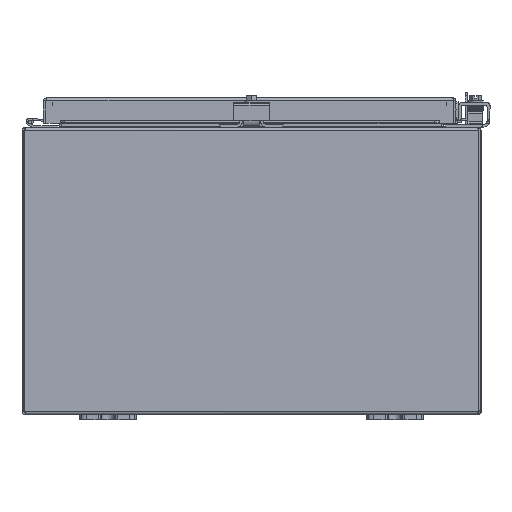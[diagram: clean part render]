
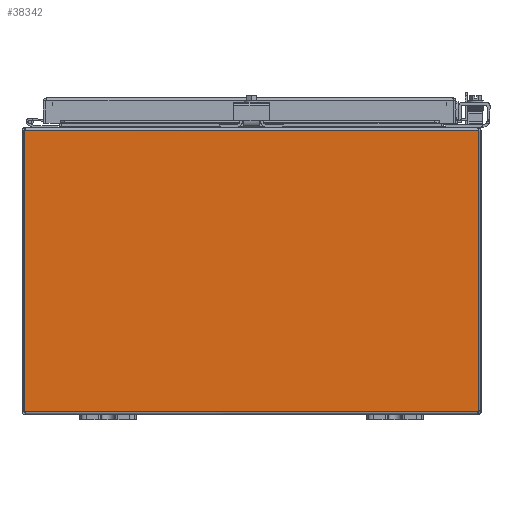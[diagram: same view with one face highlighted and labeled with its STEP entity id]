
A CAD part, front view. The second image highlights one B-rep face of the part: STEP entity #38342.
In plain terms, the highlighted planar face has unit normal (0, -1, 0).
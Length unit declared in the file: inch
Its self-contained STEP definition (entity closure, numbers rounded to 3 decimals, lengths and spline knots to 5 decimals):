
#1943 = VERTEX_POINT ( 'NONE', #12939 ) ;
#2242 = VECTOR ( 'NONE', #9891, 39.37008 ) ;
#2565 = ORIENTED_EDGE ( 'NONE', *, *, #20548, .T. ) ;
#3324 = LINE ( 'NONE', #20504, #2242 ) ;
#3407 = CARTESIAN_POINT ( 'NONE',  ( 7.93789, -10., 0.06211 ) ) ;
#3574 = ORIENTED_EDGE ( 'NONE', *, *, #38612, .F. ) ;
#5247 = EDGE_CURVE ( 'NONE', #17913, #17221, #30710, .T. ) ;
#5747 = CARTESIAN_POINT ( 'NONE',  ( 7.963, -10., 9.89475 ) ) ;
#5931 = EDGE_CURVE ( 'NONE', #43240, #17913, #17076, .T. ) ;
#6683 = ORIENTED_EDGE ( 'NONE', *, *, #5247, .T. ) ;
#6957 = DIRECTION ( 'NONE',  ( 1., 0., 0. ) ) ;
#6986 = EDGE_CURVE ( 'NONE', #31814, #1943, #36035, .T. ) ;
#7853 = CARTESIAN_POINT ( 'NONE',  ( -7.88277, -10., 0.10525 ) ) ;
#7955 = ORIENTED_EDGE ( 'NONE', *, *, #30014, .T. ) ;
#8685 = CARTESIAN_POINT ( 'NONE',  ( -7.963, -10., 0.12745 ) ) ;
#9260 = DIRECTION ( 'NONE',  ( -1., 0., 0. ) ) ;
#9891 = DIRECTION ( 'NONE',  ( 0., 0., -1. ) ) ;
#10068 = CARTESIAN_POINT ( 'NONE',  ( -7.91495, -10., 9.89475 ) ) ;
#10240 = DIRECTION ( 'NONE',  ( -1., 0., 0. ) ) ;
#10495 = CARTESIAN_POINT ( 'NONE',  ( -7.91495, -10., 9.89475 ) ) ;
#12939 = CARTESIAN_POINT ( 'NONE',  ( -7.963, -10., 9.89475 ) ) ;
#13681 = EDGE_CURVE ( 'NONE', #45702, #31814, #25001, .T. ) ;
#14256 = ORIENTED_EDGE ( 'NONE', *, *, #28786, .F. ) ;
#14598 = VECTOR ( 'NONE', #10240, 39.37008 ) ;
#15187 = VERTEX_POINT ( 'NONE', #21932 ) ;
#15328 = CARTESIAN_POINT ( 'NONE',  ( 7.88277, -10., 0.10525 ) ) ;
#15439 = VECTOR ( 'NONE', #19176, 39.37008 ) ;
#15440 = DIRECTION ( 'NONE',  ( 0., 1., 0. ) ) ;
#17010 = VECTOR ( 'NONE', #9260, 39.37008 ) ;
#17076 = CIRCLE ( 'NONE', #40157, 0.07 ) ;
#17221 = VERTEX_POINT ( 'NONE', #15328 ) ;
#17913 = VERTEX_POINT ( 'NONE', #26939 ) ;
#18546 = CARTESIAN_POINT ( 'NONE',  ( 7.91495, -10., 9.89475 ) ) ;
#19176 = DIRECTION ( 'NONE',  ( -1., 0., 0. ) ) ;
#20504 = CARTESIAN_POINT ( 'NONE',  ( 7.963, -10., 9.89475 ) ) ;
#20548 = EDGE_CURVE ( 'NONE', #15187, #45702, #45763, .T. ) ;
#21932 = CARTESIAN_POINT ( 'NONE',  ( 7.963, -10., 9.89475 ) ) ;
#22328 = ORIENTED_EDGE ( 'NONE', *, *, #13681, .T. ) ;
#24490 = DIRECTION ( 'NONE',  ( 0., 0., 1. ) ) ;
#25001 = LINE ( 'NONE', #18546, #15439 ) ;
#25145 = CIRCLE ( 'NONE', #44925, 0.07 ) ;
#25157 = EDGE_LOOP ( 'NONE', ( #2565, #22328, #32020, #14256, #35173, #6683, #7955, #3574 ) ) ;
#26939 = CARTESIAN_POINT ( 'NONE',  ( -7.88277, -10., 0.10525 ) ) ;
#28306 = DIRECTION ( 'NONE',  ( 0., 1., 0. ) ) ;
#28786 = EDGE_CURVE ( 'NONE', #43240, #1943, #38919, .T. ) ;
#30014 = EDGE_CURVE ( 'NONE', #17221, #41541, #25145, .T. ) ;
#30710 = LINE ( 'NONE', #7853, #35285 ) ;
#31814 = VERTEX_POINT ( 'NONE', #10068 ) ;
#32020 = ORIENTED_EDGE ( 'NONE', *, *, #6986, .T. ) ;
#33826 = CARTESIAN_POINT ( 'NONE',  ( 7.91495, -10., 9.89475 ) ) ;
#35173 = ORIENTED_EDGE ( 'NONE', *, *, #5931, .T. ) ;
#35285 = VECTOR ( 'NONE', #43608, 39.37008 ) ;
#35336 = AXIS2_PLACEMENT_3D ( 'NONE', #37040, #15440, #40648 ) ;
#36035 = LINE ( 'NONE', #10495, #14598 ) ;
#37040 = CARTESIAN_POINT ( 'NONE',  ( 0., -10., 5.00948 ) ) ;
#37815 = VECTOR ( 'NONE', #24490, 39.37008 ) ;
#38342 = ADVANCED_FACE ( 'NONE', ( #40901 ), #44112, .F. ) ;
#38612 = EDGE_CURVE ( 'NONE', #15187, #41541, #3324, .T. ) ;
#38919 = LINE ( 'NONE', #42498, #37815 ) ;
#40157 = AXIS2_PLACEMENT_3D ( 'NONE', #44025, #44017, #43958 ) ;
#40648 = DIRECTION ( 'NONE',  ( 1., 0., 0. ) ) ;
#40901 = FACE_OUTER_BOUND ( 'NONE', #25157, .T. ) ;
#41541 = VERTEX_POINT ( 'NONE', #43160 ) ;
#42498 = CARTESIAN_POINT ( 'NONE',  ( -7.963, -10., 0.12745 ) ) ;
#43160 = CARTESIAN_POINT ( 'NONE',  ( 7.963, -10., 0.12745 ) ) ;
#43240 = VERTEX_POINT ( 'NONE', #8685 ) ;
#43608 = DIRECTION ( 'NONE',  ( 1., 0., 0. ) ) ;
#43958 = DIRECTION ( 'NONE',  ( 1., 0., 0. ) ) ;
#44017 = DIRECTION ( 'NONE',  ( 0., 1., 0. ) ) ;
#44025 = CARTESIAN_POINT ( 'NONE',  ( -7.93789, -10., 0.06211 ) ) ;
#44112 = PLANE ( 'NONE',  #35336 ) ;
#44925 = AXIS2_PLACEMENT_3D ( 'NONE', #3407, #28306, #6957 ) ;
#45702 = VERTEX_POINT ( 'NONE', #33826 ) ;
#45763 = LINE ( 'NONE', #5747, #17010 ) ;
